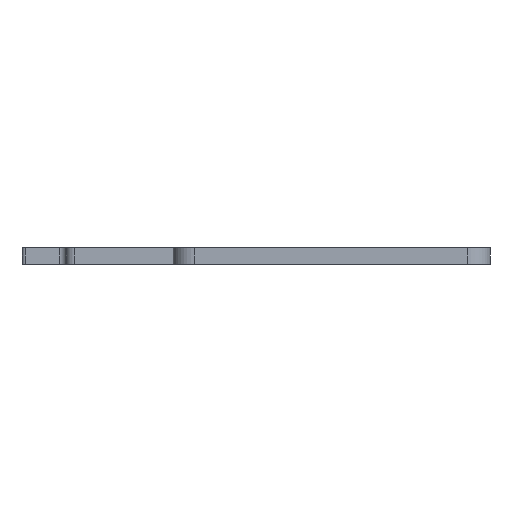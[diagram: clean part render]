
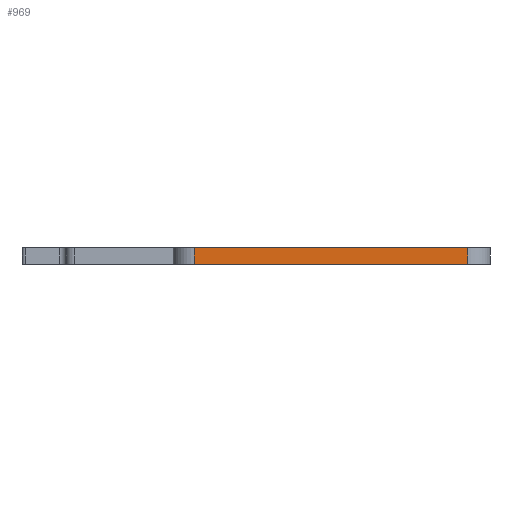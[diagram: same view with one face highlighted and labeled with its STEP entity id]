
A CAD part, left-side view. The second image highlights one B-rep face of the part: STEP entity #969.
In plain terms, the highlighted planar face has unit normal (-1, 0, 0).
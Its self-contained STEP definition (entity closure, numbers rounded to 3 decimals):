
#940 = EDGE_CURVE('',#941,#943,#945,.T.);
#941 = VERTEX_POINT('',#942);
#942 = CARTESIAN_POINT('',(-57.461,-46.133,0.));
#943 = VERTEX_POINT('',#944);
#944 = CARTESIAN_POINT('',(-57.461,-46.133,3.));
#945 = LINE('',#946,#947);
#946 = CARTESIAN_POINT('',(-57.461,-46.133,0.));
#947 = VECTOR('',#948,1.);
#948 = DIRECTION('',(0.,0.,1.));
#969 = ADVANCED_FACE('',(#970),#995,.T.);
#970 = FACE_BOUND('',#971,.T.);
#971 = EDGE_LOOP('',(#972,#973,#981,#989));
#972 = ORIENTED_EDGE('',*,*,#940,.T.);
#973 = ORIENTED_EDGE('',*,*,#974,.T.);
#974 = EDGE_CURVE('',#943,#975,#977,.T.);
#975 = VERTEX_POINT('',#976);
#976 = CARTESIAN_POINT('',(-57.461,3.345,3.));
#977 = LINE('',#978,#979);
#978 = CARTESIAN_POINT('',(-57.461,-46.133,3.));
#979 = VECTOR('',#980,1.);
#980 = DIRECTION('',(0.,1.,0.));
#981 = ORIENTED_EDGE('',*,*,#982,.F.);
#982 = EDGE_CURVE('',#983,#975,#985,.T.);
#983 = VERTEX_POINT('',#984);
#984 = CARTESIAN_POINT('',(-57.461,3.345,0.));
#985 = LINE('',#986,#987);
#986 = CARTESIAN_POINT('',(-57.461,3.345,0.));
#987 = VECTOR('',#988,1.);
#988 = DIRECTION('',(0.,0.,1.));
#989 = ORIENTED_EDGE('',*,*,#990,.F.);
#990 = EDGE_CURVE('',#941,#983,#991,.T.);
#991 = LINE('',#992,#993);
#992 = CARTESIAN_POINT('',(-57.461,-46.133,0.));
#993 = VECTOR('',#994,1.);
#994 = DIRECTION('',(0.,1.,0.));
#995 = PLANE('',#996);
#996 = AXIS2_PLACEMENT_3D('',#997,#998,#999);
#997 = CARTESIAN_POINT('',(-57.461,-46.133,0.));
#998 = DIRECTION('',(-1.,0.,0.));
#999 = DIRECTION('',(0.,1.,0.));
